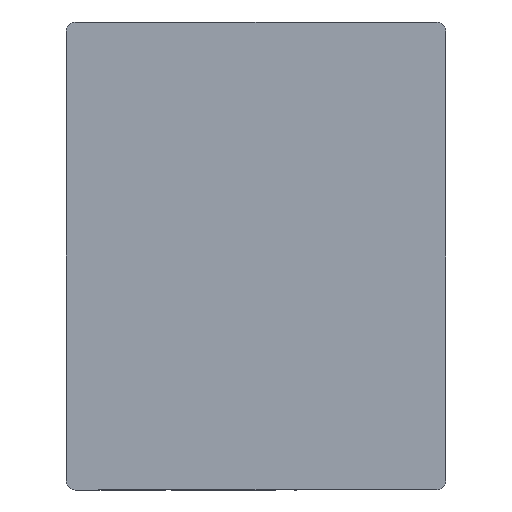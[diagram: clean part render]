
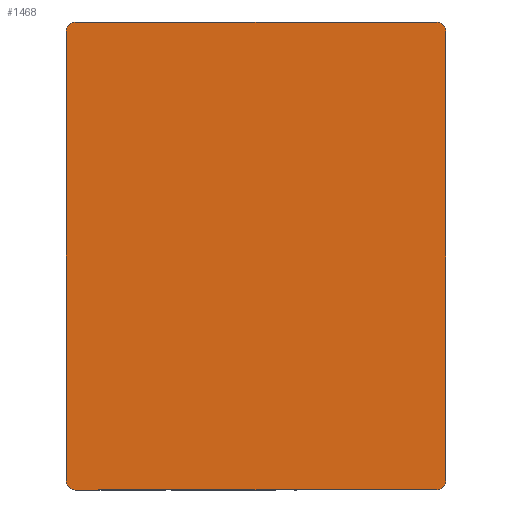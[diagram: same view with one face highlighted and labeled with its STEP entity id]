
A CAD part, front view. The second image highlights one B-rep face of the part: STEP entity #1468.
In plain terms, the highlighted planar face has unit normal (0, -1, 0).
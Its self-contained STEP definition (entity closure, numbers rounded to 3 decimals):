
#101=CIRCLE('',#1611,2.);
#102=CIRCLE('',#1614,2.);
#103=CIRCLE('',#1617,2.);
#104=CIRCLE('',#1620,2.);
#232=FACE_OUTER_BOUND('',#332,.T.);
#332=EDGE_LOOP('',(#1335,#1336,#1337,#1338,#1339,#1340,#1341,#1342));
#440=LINE('',#2450,#570);
#443=LINE('',#2458,#573);
#446=LINE('',#2467,#576);
#462=LINE('',#2515,#592);
#570=VECTOR('',#2012,10.);
#573=VECTOR('',#2021,10.);
#576=VECTOR('',#2030,10.);
#592=VECTOR('',#2090,10.);
#707=VERTEX_POINT('',#2442);
#708=VERTEX_POINT('',#2443);
#709=VERTEX_POINT('',#2448);
#710=VERTEX_POINT('',#2452);
#711=VERTEX_POINT('',#2456);
#712=VERTEX_POINT('',#2460);
#713=VERTEX_POINT('',#2461);
#714=VERTEX_POINT('',#2466);
#895=EDGE_CURVE('',#707,#708,#101,.T.);
#899=EDGE_CURVE('',#707,#709,#440,.T.);
#900=EDGE_CURVE('',#710,#709,#102,.T.);
#903=EDGE_CURVE('',#710,#711,#443,.T.);
#904=EDGE_CURVE('',#712,#713,#103,.T.);
#907=EDGE_CURVE('',#714,#713,#446,.T.);
#909=EDGE_CURVE('',#714,#711,#104,.T.);
#930=EDGE_CURVE('',#712,#708,#462,.T.);
#1335=ORIENTED_EDGE('',*,*,#895,.F.);
#1336=ORIENTED_EDGE('',*,*,#899,.T.);
#1337=ORIENTED_EDGE('',*,*,#900,.F.);
#1338=ORIENTED_EDGE('',*,*,#903,.T.);
#1339=ORIENTED_EDGE('',*,*,#909,.F.);
#1340=ORIENTED_EDGE('',*,*,#907,.T.);
#1341=ORIENTED_EDGE('',*,*,#904,.F.);
#1342=ORIENTED_EDGE('',*,*,#930,.T.);
#1384=PLANE('',#1642);
#1468=ADVANCED_FACE('',(#232),#1384,.T.);
#1611=AXIS2_PLACEMENT_3D('',#2444,#2005,#2006);
#1614=AXIS2_PLACEMENT_3D('',#2453,#2015,#2016);
#1617=AXIS2_PLACEMENT_3D('',#2462,#2024,#2025);
#1620=AXIS2_PLACEMENT_3D('',#2470,#2034,#2035);
#1642=AXIS2_PLACEMENT_3D('',#2517,#2093,#2094);
#2005=DIRECTION('center_axis',(0.,1.,0.));
#2006=DIRECTION('ref_axis',(-0.707,0.,0.707));
#2012=DIRECTION('',(0.,0.,-1.));
#2015=DIRECTION('center_axis',(0.,1.,0.));
#2016=DIRECTION('ref_axis',(-0.707,0.,-0.707));
#2021=DIRECTION('',(1.,0.,0.));
#2024=DIRECTION('center_axis',(0.,1.,0.));
#2025=DIRECTION('ref_axis',(0.707,0.,0.707));
#2030=DIRECTION('',(0.,0.,1.));
#2034=DIRECTION('center_axis',(0.,1.,0.));
#2035=DIRECTION('ref_axis',(0.707,0.,-0.707));
#2090=DIRECTION('',(-1.,0.,0.));
#2093=DIRECTION('center_axis',(0.,-1.,0.));
#2094=DIRECTION('ref_axis',(0.,0.,-1.));
#2442=CARTESIAN_POINT('',(-50.836,-33.49,32.412));
#2443=CARTESIAN_POINT('',(-48.836,-33.49,34.412));
#2444=CARTESIAN_POINT('Origin',(-48.836,-33.49,32.412));
#2448=CARTESIAN_POINT('',(-50.836,-33.49,-60.774));
#2450=CARTESIAN_POINT('',(-50.836,-33.49,-62.774));
#2452=CARTESIAN_POINT('',(-48.836,-33.49,-62.774));
#2453=CARTESIAN_POINT('Origin',(-48.836,-33.49,-60.774));
#2456=CARTESIAN_POINT('',(26.062,-33.49,-62.774));
#2458=CARTESIAN_POINT('',(28.062,-33.49,-62.774));
#2460=CARTESIAN_POINT('',(26.062,-33.49,34.412));
#2461=CARTESIAN_POINT('',(28.062,-33.49,32.412));
#2462=CARTESIAN_POINT('Origin',(26.062,-33.49,32.412));
#2466=CARTESIAN_POINT('',(28.062,-33.49,-60.774));
#2467=CARTESIAN_POINT('',(28.062,-33.49,34.412));
#2470=CARTESIAN_POINT('Origin',(26.062,-33.49,-60.774));
#2515=CARTESIAN_POINT('',(-50.836,-33.49,34.412));
#2517=CARTESIAN_POINT('Origin',(-11.387,-33.49,-14.181));
